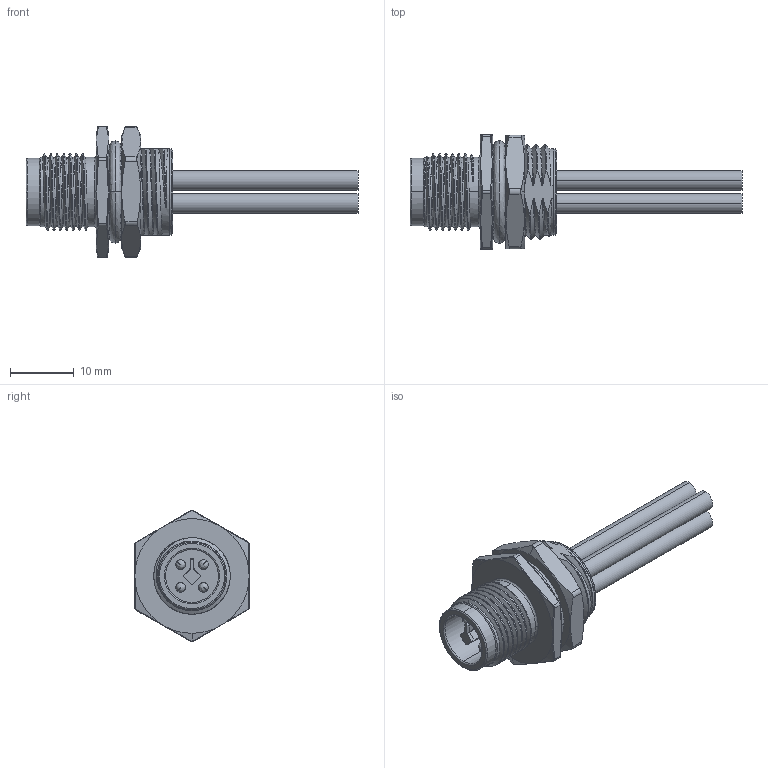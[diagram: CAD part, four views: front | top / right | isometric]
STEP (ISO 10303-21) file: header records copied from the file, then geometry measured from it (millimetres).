
FILE_DESCRIPTION (( 'STEP AP214' ), '1' );
FILE_NAME ('REC-M124TM-PG9R-L_3D.step', '2024-11-11T16:31:38', ( '' ), ( '' ), 'SwSTEP 2.0', 'SolidWorks 2022', '' );
FILE_SCHEMA (( 'AUTOMOTIVE_DESIGN' ));
Length unit declared in the file: inch
Products named in the file (1): REC-M124TM-PG9R-L_3D
Bounding box: 52.11 x 18 x 20.64 mm (x, y, z)
Volume: 3865.8 mm3; surface area: 5284 mm2
Topology: 1 solids, 1 shells, 326 faces, 915 edges, 584 vertices
Faces by surface type: bspline 121, cylinder 117, plane 59, cone 29
Entity records: 32632 total; most frequent: CARTESIAN_POINT 21820, ORIENTED_EDGE 1806, DIRECTION 1081, EDGE_CURVE 903, VERTEX_POINT 584, AXIS2_PLACEMENT_3D 411, B_SPLINE_CURVE_WITH_KNOTS 396, EDGE_LOOP 345
